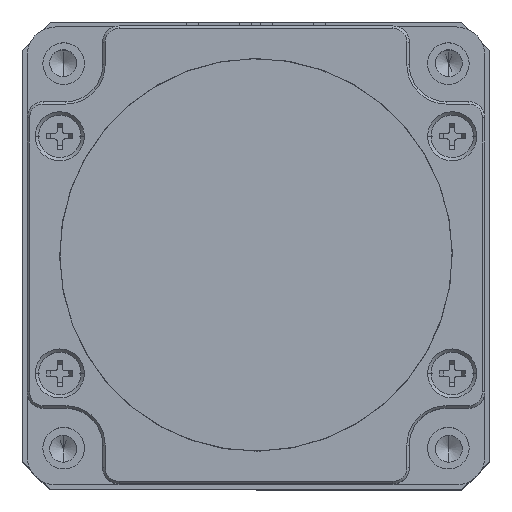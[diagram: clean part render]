
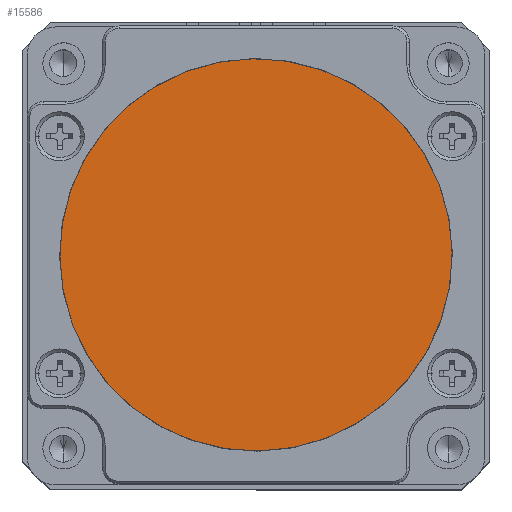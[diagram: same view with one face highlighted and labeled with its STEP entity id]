
A CAD part, top view. The second image highlights one B-rep face of the part: STEP entity #15586.
In plain terms, the highlighted face is planar.
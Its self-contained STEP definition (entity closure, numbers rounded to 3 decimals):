
#263 = CARTESIAN_POINT ( 'NONE',  ( 0., 0., 0. ) ) ;
#1611 = CIRCLE ( 'NONE', #4894, 24. ) ;
#3309 = CIRCLE ( 'NONE', #28481, 24. ) ;
#4457 = CARTESIAN_POINT ( 'NONE',  ( -24., 0., 0. ) ) ;
#4894 = AXIS2_PLACEMENT_3D ( 'NONE', #14765, #16984, #17140 ) ;
#6540 = ORIENTED_EDGE ( 'NONE', *, *, #24840, .F. ) ;
#8892 = EDGE_LOOP ( 'NONE', ( #20544, #6540 ) ) ;
#9341 = DIRECTION ( 'NONE',  ( 0., 0., 1. ) ) ;
#10076 = CARTESIAN_POINT ( 'NONE',  ( 24., 0., 0. ) ) ;
#10804 = DIRECTION ( 'NONE',  ( 0., 0., 1. ) ) ;
#13689 = VERTEX_POINT ( 'NONE', #10076 ) ;
#14765 = CARTESIAN_POINT ( 'NONE',  ( 0., 0., 0. ) ) ;
#15586 = ADVANCED_FACE ( 'NONE', ( #23320 ), #25382, .F. ) ;
#16984 = DIRECTION ( 'NONE',  ( 0., 0., 1. ) ) ;
#17140 = DIRECTION ( 'NONE',  ( 1., 0., 0. ) ) ;
#19023 = DIRECTION ( 'NONE',  ( 1., 0., 0. ) ) ;
#20544 = ORIENTED_EDGE ( 'NONE', *, *, #28137, .F. ) ;
#22109 = CARTESIAN_POINT ( 'NONE',  ( 0., 0., 0. ) ) ;
#23320 = FACE_OUTER_BOUND ( 'NONE', #8892, .T. ) ;
#24183 = DIRECTION ( 'NONE',  ( 1., 0., 0. ) ) ;
#24208 = VERTEX_POINT ( 'NONE', #4457 ) ;
#24840 = EDGE_CURVE ( 'NONE', #13689, #24208, #3309, .T. ) ;
#25382 = PLANE ( 'NONE',  #28965 ) ;
#28137 = EDGE_CURVE ( 'NONE', #24208, #13689, #1611, .T. ) ;
#28481 = AXIS2_PLACEMENT_3D ( 'NONE', #22109, #10804, #24183 ) ;
#28965 = AXIS2_PLACEMENT_3D ( 'NONE', #263, #9341, #19023 ) ;
